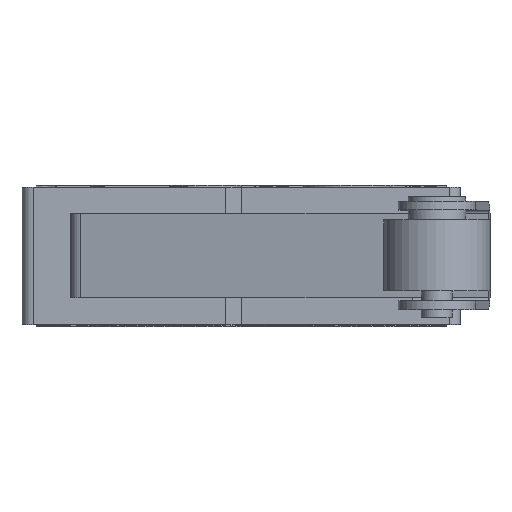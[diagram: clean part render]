
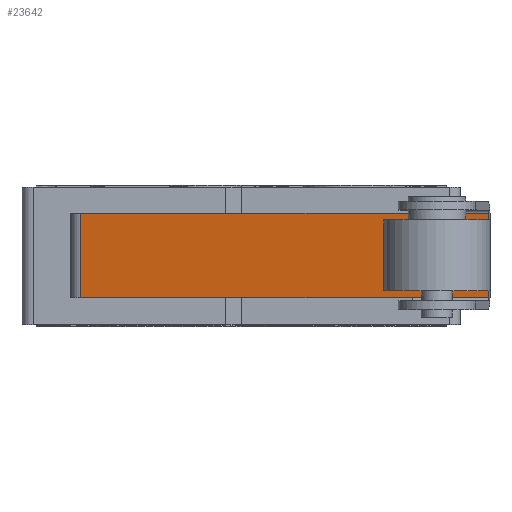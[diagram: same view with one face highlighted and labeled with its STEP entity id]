
A CAD part, top view. The second image highlights one B-rep face of the part: STEP entity #23642.
In plain terms, the highlighted planar face has unit normal (-0.191, 0, 0.982).
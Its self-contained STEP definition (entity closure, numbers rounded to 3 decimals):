
#6244=ORIENTED_EDGE('',*,*,#8783,.F.);
#6245=ORIENTED_EDGE('',*,*,#8831,.F.);
#6246=ORIENTED_EDGE('',*,*,#8800,.T.);
#6247=ORIENTED_EDGE('',*,*,#8832,.T.);
#6248=ORIENTED_EDGE('',*,*,#8829,.T.);
#6249=ORIENTED_EDGE('',*,*,#8833,.F.);
#8783=EDGE_CURVE('',#10495,#10496,#11598,.T.);
#8800=EDGE_CURVE('',#10508,#10507,#11609,.T.);
#8829=EDGE_CURVE('',#10525,#10524,#11630,.T.);
#8831=EDGE_CURVE('',#10508,#10495,#11631,.T.);
#8832=EDGE_CURVE('',#10507,#10525,#11632,.T.);
#8833=EDGE_CURVE('',#10496,#10524,#11633,.T.);
#10495=VERTEX_POINT('',#37702);
#10496=VERTEX_POINT('',#37704);
#10507=VERTEX_POINT('',#37737);
#10508=VERTEX_POINT('',#37739);
#10524=VERTEX_POINT('',#37793);
#10525=VERTEX_POINT('',#37795);
#11598=LINE('',#37703,#12724);
#11609=LINE('',#37738,#12735);
#11630=LINE('',#37794,#12756);
#11631=LINE('',#37798,#12757);
#11632=LINE('',#37799,#12758);
#11633=LINE('',#37800,#12759);
#12724=VECTOR('',#27538,1000.);
#12735=VECTOR('',#27573,1000.);
#12756=VECTOR('',#27630,1000.);
#12757=VECTOR('',#27635,1000.);
#12758=VECTOR('',#27636,1000.);
#12759=VECTOR('',#27637,1000.);
#13921=EDGE_LOOP('',(#6244,#6245,#6246,#6247,#6248,#6249));
#15059=FACE_BOUND('',#13921,.T.);
#15891=PLANE('',#24630);
#23642=ADVANCED_FACE('',(#15059),#15891,.T.);
#24630=AXIS2_PLACEMENT_3D('',#37797,#27633,#27634);
#27538=DIRECTION('',(-0.982,0.,-0.191));
#27573=DIRECTION('',(-0.982,0.,-0.191));
#27630=DIRECTION('',(0.,-1.,0.));
#27633=DIRECTION('',(-0.191,0.,0.982));
#27634=DIRECTION('',(0.982,0.,0.191));
#27635=DIRECTION('',(0.,-1.,0.));
#27636=DIRECTION('',(-0.982,0.,-0.191));
#27637=DIRECTION('',(-0.982,0.,-0.191));
#37702=CARTESIAN_POINT('',(11.147,-1.9,9.834));
#37703=CARTESIAN_POINT('',(-7.7,-1.9,6.17));
#37704=CARTESIAN_POINT('',(7.712,-1.9,9.166));
#37737=CARTESIAN_POINT('',(7.712,1.9,9.166));
#37738=CARTESIAN_POINT('',(-7.7,1.9,6.17));
#37739=CARTESIAN_POINT('',(11.147,1.9,9.834));
#37793=CARTESIAN_POINT('',(-7.255,-1.9,6.257));
#37794=CARTESIAN_POINT('',(-7.255,1.9,6.257));
#37795=CARTESIAN_POINT('',(-7.255,1.9,6.257));
#37797=CARTESIAN_POINT('',(-7.7,1.9,6.17));
#37798=CARTESIAN_POINT('',(11.147,1.9,9.834));
#37799=CARTESIAN_POINT('',(-7.7,1.9,6.17));
#37800=CARTESIAN_POINT('',(-7.7,-1.9,6.17));
